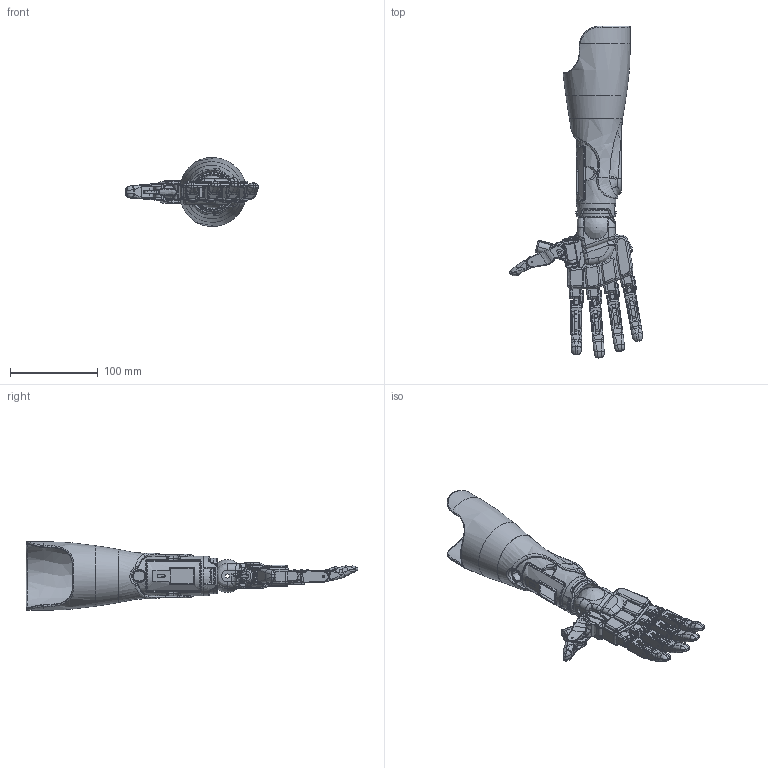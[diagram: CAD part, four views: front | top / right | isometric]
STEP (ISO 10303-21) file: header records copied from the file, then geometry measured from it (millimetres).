
FILE_DESCRIPTION(('FreeCAD Model'),'2;1');
FILE_NAME('Open CASCADE Shape Model','2025-04-29T05:41:44',('FreeCAD'),( 'FreeCAD'),'Open CASCADE STEP processor 7.6','FreeCAD','Unknown');
FILE_SCHEMA(('AUTOMOTIVE_DESIGN { 1 0 10303 214 1 1 1 1 }'));
Products named in the file (1): Open CASCADE STEP translator 7.6 1
Bounding box: 151.68 x 378.41 x 78.45 mm (x, y, z)
Volume: 301322.1 mm3; surface area: 238117.1 mm2
Topology: 111 solids, 111 shells, 5008 faces, 13130 edges, 8347 vertices
Faces by surface type: bspline 5008
Entity records: 188472 total; most frequent: CARTESIAN_POINT 112526, ORIENTED_EDGE 26144, EDGE_CURVE 13072, B_SPLINE_CURVE_WITH_KNOTS 9125, VERTEX_POINT 8344, FACE_BOUND 5382, EDGE_LOOP 5382, ADVANCED_FACE 5008
